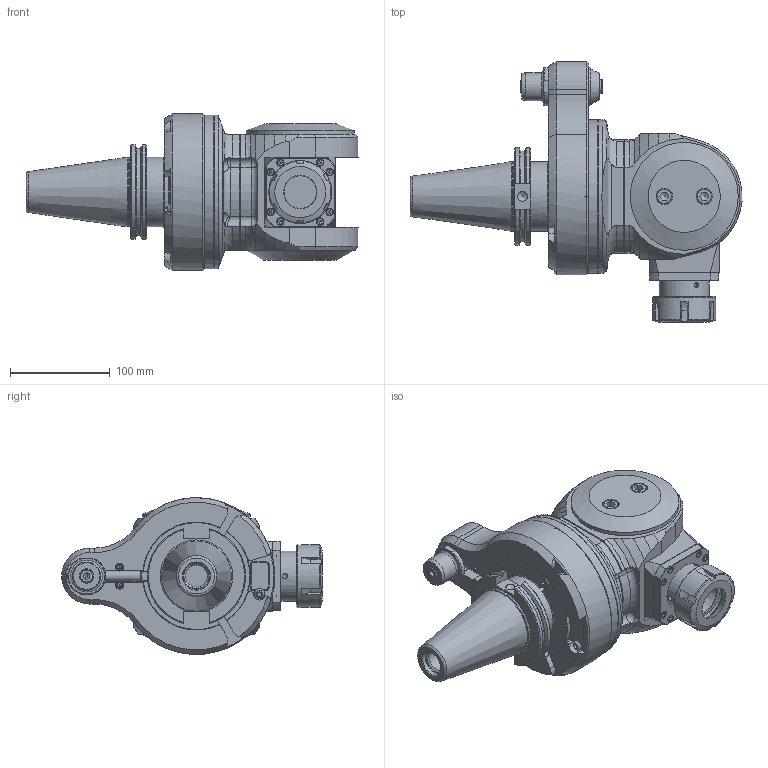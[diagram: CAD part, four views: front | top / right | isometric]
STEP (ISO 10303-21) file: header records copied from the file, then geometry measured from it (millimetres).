
FILE_DESCRIPTION(/* description */ (''),/* implementation_level */ '2;1');
FILE_NAME(/* name */ '9.FMU.20000-7C50-ER40.stp',/* time_stamp */ '2025-09-03T15:07:31-04:00',/* author */ ('jkrenzer'),/* organization */ (''),/* preprocessor_version */ 'ST-DEVELOPER v18.1',/* originating_system */ 'Autodesk Inventor 2022',/* authorisation */ '');
FILE_SCHEMA (('AUTOMOTIVE_DESIGN { 1 0 10303 214 3 1 1 }'));
Products named in the file (3): 9.FMU.20000-7C50-ER40; FMU-20 (ER40); 9_GA3_451_2   (Type 3, Cat50, 110. 28P)
Assembly tree (2 placements, depth 2):
  9.FMU.20000-7C50-ER40
    FMU-20 (ER40)
    9_GA3_451_2   (Type 3, Cat50, 110. 28P)
Bounding box: 332.41 x 261 x 156.86 mm (x, y, z)
Volume: 3274987.5 mm3; surface area: 335617.7 mm2
Topology: 4 solids, 4 shells, 855 faces, 2189 edges, 1396 vertices
Faces by surface type: plane 400, cylinder 222, cone 164, torus 49, bspline 14, sphere 6
Full cylindrical faces by diameter (mm): 2.5 x3, 3.2 x2, 4 x2, 4.2 x2, 5 x4, 5.3 x2, 6.5 x1, 6.75 x4, 7 x8, 7.5 x8, 8 x8, 8.4 x4, 8.5 x2, 9.525 x1, 10 x1, 13 x4, 13.4 x2, 13.5 x4, 14 x3, 14.5 x1, 16 x3, 16.5 x3, 21.963 x1, 26.187 x1, 26.8 x1, 28 x1, 30.6 x1, 33.5 x1, 38 x1, 39 x1
Entity records: 40436 total; most frequent: CARTESIAN_POINT 20008, ORIENTED_EDGE 4306, DIRECTION 4234, EDGE_CURVE 2153, AXIS2_PLACEMENT_3D 1626, VERTEX_POINT 1396, LINE 982, VECTOR 982
